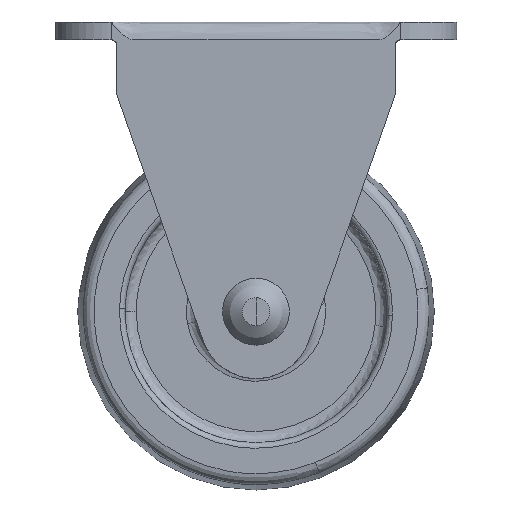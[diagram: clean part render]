
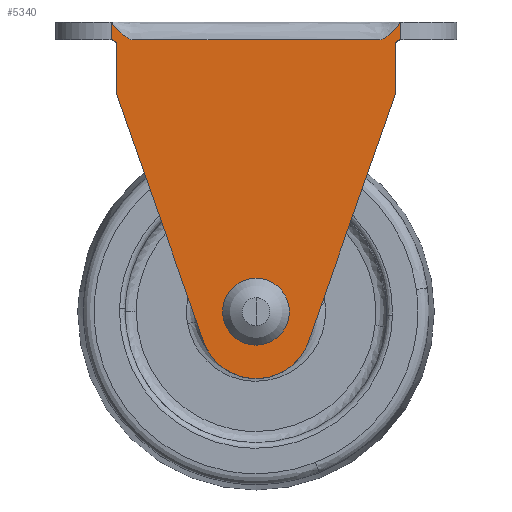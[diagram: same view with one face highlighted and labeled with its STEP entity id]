
A CAD part, front view. The second image highlights one B-rep face of the part: STEP entity #5340.
In plain terms, the highlighted free-form (B-spline) face has degree [1, 1] with [2, 2] control points.
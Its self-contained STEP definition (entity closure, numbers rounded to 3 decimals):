
#3402=CARTESIAN_POINT('',(-2.381,-10.,-0.298));
#3403=VERTEX_POINT('',#3402);
#3409=CARTESIAN_POINT('',(0.0,-10.,-2.4));
#3410=VERTEX_POINT('',#3409);
#3411=CARTESIAN_POINT('',(-2.381,-10.,-0.298));
#3412=CARTESIAN_POINT('',(-2.118,-10.,-2.4));
#3413=CARTESIAN_POINT('',(0.0,-10.,-2.4));
#3421=(BOUNDED_CURVE()B_SPLINE_CURVE(2,(#3411,#3412,#3413),.UNSPECIFIED.,.F.,.U.)B_SPLINE_CURVE_WITH_KNOTS((3,3),(0.271,0.5),.UNSPECIFIED.)CURVE()GEOMETRIC_REPRESENTATION_ITEM()RATIONAL_B_SPLINE_CURVE((0.954,0.732,1.0))REPRESENTATION_ITEM(''));
#3422=EDGE_CURVE('',#3403,#3410,#3421,.T.);
#3424=CARTESIAN_POINT('',(2.4,-10.,0.021));
#3425=VERTEX_POINT('',#3424);
#3426=CARTESIAN_POINT('',(0.0,-10.,-2.4));
#3427=CARTESIAN_POINT('',(2.4,-10.,-2.4));
#3428=CARTESIAN_POINT('',(2.4,-10.,0.0));
#3429=CARTESIAN_POINT('',(2.4,-10.,0.01));
#3430=CARTESIAN_POINT('',(2.4,-10.,0.021));
#3438=(BOUNDED_CURVE()B_SPLINE_CURVE(2,(#3426,#3427,#3428,#3429,#3430),.UNSPECIFIED.,.F.,.U.)B_SPLINE_CURVE_WITH_KNOTS((3,2,3),(0.5,0.75,0.752),.UNSPECIFIED.)CURVE()GEOMETRIC_REPRESENTATION_ITEM()RATIONAL_B_SPLINE_CURVE((1.0,0.707,1.0,0.998,0.996))REPRESENTATION_ITEM(''));
#3439=EDGE_CURVE('',#3410,#3425,#3438,.T.);
#3519=CARTESIAN_POINT('',(0.0,-10.,2.4));
#3520=VERTEX_POINT('',#3519);
#3521=CARTESIAN_POINT('',(2.4,-10.,0.021));
#3522=CARTESIAN_POINT('',(2.379,-10.,2.4));
#3523=CARTESIAN_POINT('',(0.0,-10.,2.4));
#3531=(BOUNDED_CURVE()B_SPLINE_CURVE(2,(#3521,#3522,#3523),.UNSPECIFIED.,.F.,.U.)B_SPLINE_CURVE_WITH_KNOTS((3,3),(0.752,1.0),.UNSPECIFIED.)CURVE()GEOMETRIC_REPRESENTATION_ITEM()RATIONAL_B_SPLINE_CURVE((0.996,0.709,1.0))REPRESENTATION_ITEM(''));
#3532=EDGE_CURVE('',#3425,#3520,#3531,.T.);
#3534=CARTESIAN_POINT('',(0.0,-10.,2.4));
#3535=CARTESIAN_POINT('',(-2.4,-10.,2.4));
#3536=CARTESIAN_POINT('',(-2.4,-10.,0.0));
#3537=CARTESIAN_POINT('',(-2.4,-10.,-0.15));
#3538=CARTESIAN_POINT('',(-2.381,-10.,-0.298));
#3546=(BOUNDED_CURVE()B_SPLINE_CURVE(2,(#3534,#3535,#3536,#3537,#3538),.UNSPECIFIED.,.F.,.U.)B_SPLINE_CURVE_WITH_KNOTS((3,2,3),(0.0,0.25,0.271),.UNSPECIFIED.)CURVE()GEOMETRIC_REPRESENTATION_ITEM()RATIONAL_B_SPLINE_CURVE((1.0,0.707,1.0,0.975,0.954))REPRESENTATION_ITEM(''));
#3547=EDGE_CURVE('',#3520,#3403,#3546,.T.);
#3963=CARTESIAN_POINT('',(-13.,-10.,26.0));
#3964=VERTEX_POINT('',#3963);
#3965=CARTESIAN_POINT('',(13.0,-10.0,26.0));
#3966=VERTEX_POINT('',#3965);
#3980=CARTESIAN_POINT('',(13.0,-10.0,26.0));
#3981=CARTESIAN_POINT('',(12.333,-10.0,25.2));
#3982=CARTESIAN_POINT('',(11.667,-10.0,24.4));
#3983=CARTESIAN_POINT('',(11.,-10.0,24.4));
#3984=CARTESIAN_POINT('',(3.667,-10.0,24.4));
#3985=CARTESIAN_POINT('',(-3.667,-10.0,24.4));
#3986=CARTESIAN_POINT('',(-11.,-10.0,24.4));
#3987=CARTESIAN_POINT('',(-11.667,-10.0,24.4));
#3988=CARTESIAN_POINT('',(-12.333,-10.0,25.2));
#3989=CARTESIAN_POINT('',(-13.,-10.,26.0));
#3990=B_SPLINE_CURVE_WITH_KNOTS('',3,(#3980,#3981,#3982,#3983,#3984,#3985,#3986,#3987,#3988,#3989),.UNSPECIFIED.,.F.,.U.,(4,3,3,4),(0.0,0.077,0.923,1.0),.UNSPECIFIED.);
#3991=EDGE_CURVE('',#3966,#3964,#3990,.T.);
#4098=CARTESIAN_POINT('',(-13.,-10.,24.4));
#4099=VERTEX_POINT('',#4098);
#4125=CARTESIAN_POINT('',(-12.5,-10.0,23.9));
#4126=VERTEX_POINT('',#4125);
#4134=CARTESIAN_POINT('',(-13.,-10.,24.4));
#4135=CARTESIAN_POINT('',(-12.5,-10.,24.4));
#4136=CARTESIAN_POINT('',(-12.5,-10.0,23.9));
#4144=(BOUNDED_CURVE()B_SPLINE_CURVE(2,(#4134,#4135,#4136),.UNSPECIFIED.,.F.,.U.)CURVE()GEOMETRIC_REPRESENTATION_ITEM()QUASI_UNIFORM_CURVE()RATIONAL_B_SPLINE_CURVE((1.0,0.707,1.0))REPRESENTATION_ITEM(''));
#4145=EDGE_CURVE('',#4099,#4126,#4144,.T.);
#4244=CARTESIAN_POINT('',(12.5,-10.0,23.9));
#4245=VERTEX_POINT('',#4244);
#4246=CARTESIAN_POINT('',(13.0,-10.0,24.4));
#4247=VERTEX_POINT('',#4246);
#4248=CARTESIAN_POINT('',(12.5,-10.,23.9));
#4249=CARTESIAN_POINT('',(12.5,-10.,24.4));
#4250=CARTESIAN_POINT('',(13.0,-10.0,24.4));
#4258=(BOUNDED_CURVE()B_SPLINE_CURVE(2,(#4248,#4249,#4250),.UNSPECIFIED.,.F.,.U.)CURVE()GEOMETRIC_REPRESENTATION_ITEM()QUASI_UNIFORM_CURVE()RATIONAL_B_SPLINE_CURVE((1.0,0.707,1.0))REPRESENTATION_ITEM(''));
#4259=EDGE_CURVE('',#4245,#4247,#4258,.T.);
#4768=CARTESIAN_POINT('',(12.5,-10.,19.5));
#4769=VERTEX_POINT('',#4768);
#4775=CARTESIAN_POINT('',(4.717,-10.,-2.657));
#4776=VERTEX_POINT('',#4775);
#4777=CARTESIAN_POINT('',(12.5,-10.,19.5));
#4778=CARTESIAN_POINT('',(4.717,-10.,-2.657));
#4779=QUASI_UNIFORM_CURVE('',1,(#4777,#4778),.UNSPECIFIED.,.F.,.U.);
#4780=EDGE_CURVE('',#4769,#4776,#4779,.T.);
#4809=CARTESIAN_POINT('',(-4.717,-10.,-2.657));
#4810=VERTEX_POINT('',#4809);
#4811=CARTESIAN_POINT('',(-4.717,-10.,-2.657));
#4812=CARTESIAN_POINT('',(-3.543,-10.,-6.));
#4813=CARTESIAN_POINT('',(0.,-10.,-6.));
#4814=CARTESIAN_POINT('',(3.543,-10.,-6.));
#4815=CARTESIAN_POINT('',(4.717,-10.,-2.657));
#4823=(BOUNDED_CURVE()B_SPLINE_CURVE(2,(#4811,#4812,#4813,#4814,#4815),.UNSPECIFIED.,.F.,.U.)B_SPLINE_CURVE_WITH_KNOTS((3,2,3),(0.0,0.5,1.0),.UNSPECIFIED.)CURVE()GEOMETRIC_REPRESENTATION_ITEM()RATIONAL_B_SPLINE_CURVE((1.0,0.816,1.0,0.816,1.0))REPRESENTATION_ITEM(''));
#4824=EDGE_CURVE('',#4810,#4776,#4823,.T.);
#4864=CARTESIAN_POINT('',(-12.5,-10.,19.5));
#4865=VERTEX_POINT('',#4864);
#4866=CARTESIAN_POINT('',(-4.717,-10.,-2.657));
#4867=CARTESIAN_POINT('',(-12.5,-10.,19.5));
#4868=QUASI_UNIFORM_CURVE('',1,(#4866,#4867),.UNSPECIFIED.,.F.,.U.);
#4869=EDGE_CURVE('',#4810,#4865,#4868,.T.);
#4919=CARTESIAN_POINT('',(12.5,-10.,19.5));
#4920=CARTESIAN_POINT('',(12.5,-10.0,23.9));
#4921=QUASI_UNIFORM_CURVE('',1,(#4919,#4920),.UNSPECIFIED.,.F.,.U.);
#4922=EDGE_CURVE('',#4769,#4245,#4921,.T.);
#4933=CARTESIAN_POINT('',(-12.5,-10.,19.5));
#4934=CARTESIAN_POINT('',(-12.5,-10.0,23.9));
#4935=QUASI_UNIFORM_CURVE('',1,(#4933,#4934),.UNSPECIFIED.,.F.,.U.);
#4936=EDGE_CURVE('',#4865,#4126,#4935,.T.);
#5303=CARTESIAN_POINT('',(13.0,-10.0,24.4));
#5304=CARTESIAN_POINT('',(13.0,-10.0,26.0));
#5305=QUASI_UNIFORM_CURVE('',1,(#5303,#5304),.UNSPECIFIED.,.F.,.U.);
#5306=EDGE_CURVE('',#4247,#3966,#5305,.T.);
#5313=CARTESIAN_POINT('',(-14.299,-10.0,27.598));
#5314=CARTESIAN_POINT('',(-14.299,-10.0,-7.598));
#5315=CARTESIAN_POINT('',(14.299,-10.0,27.598));
#5316=CARTESIAN_POINT('',(14.299,-10.0,-7.598));
#5317=B_SPLINE_SURFACE_WITH_KNOTS('',1,1,((#5313,#5315),(#5314,#5316)),.UNSPECIFIED.,.F.,.F.,.U.,(2,2),(2,2),(0.0,35.197),(0.0,28.597),.UNSPECIFIED.);
#5318=ORIENTED_EDGE('',*,*,#5306,.T.);
#5319=ORIENTED_EDGE('',*,*,#3991,.T.);
#5320=CARTESIAN_POINT('',(-13.,-10.,24.4));
#5321=CARTESIAN_POINT('',(-13.,-10.,26.0));
#5322=QUASI_UNIFORM_CURVE('',1,(#5320,#5321),.UNSPECIFIED.,.F.,.U.);
#5323=EDGE_CURVE('',#4099,#3964,#5322,.T.);
#5324=ORIENTED_EDGE('',*,*,#5323,.F.);
#5325=ORIENTED_EDGE('',*,*,#4145,.T.);
#5326=ORIENTED_EDGE('',*,*,#4936,.F.);
#5327=ORIENTED_EDGE('',*,*,#4869,.F.);
#5328=ORIENTED_EDGE('',*,*,#4824,.T.);
#5329=ORIENTED_EDGE('',*,*,#4780,.F.);
#5330=ORIENTED_EDGE('',*,*,#4922,.T.);
#5331=ORIENTED_EDGE('',*,*,#4259,.T.);
#5332=EDGE_LOOP('',(#5318,#5319,#5324,#5325,#5326,#5327,#5328,#5329,#5330,#5331));
#5333=FACE_OUTER_BOUND('',#5332,.T.);
#5334=ORIENTED_EDGE('',*,*,#3439,.F.);
#5335=ORIENTED_EDGE('',*,*,#3422,.F.);
#5336=ORIENTED_EDGE('',*,*,#3547,.F.);
#5337=ORIENTED_EDGE('',*,*,#3532,.F.);
#5338=EDGE_LOOP('',(#5334,#5335,#5336,#5337));
#5339=FACE_BOUND('',#5338,.T.);
#5340=ADVANCED_FACE('',(#5333,#5339),#5317,.T.);
